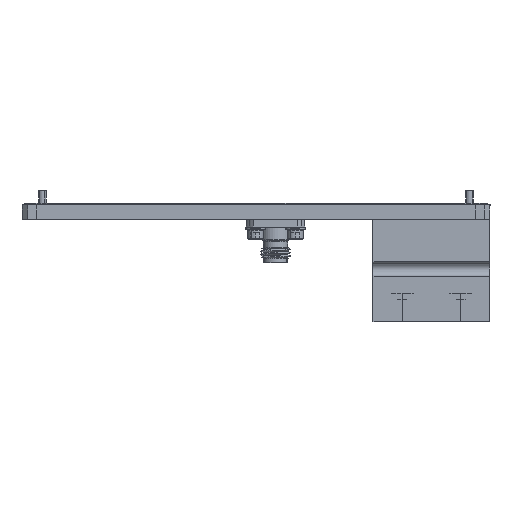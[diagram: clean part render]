
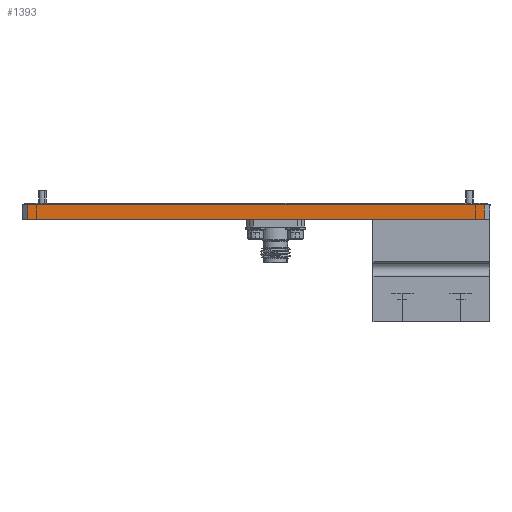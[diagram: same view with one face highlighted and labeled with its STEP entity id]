
A CAD part, left-side view. The second image highlights one B-rep face of the part: STEP entity #1393.
In plain terms, the highlighted planar face has unit normal (-1, 0, 0).
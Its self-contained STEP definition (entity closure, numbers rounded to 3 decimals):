
#346 = EDGE_CURVE ( 'NONE', #11266, #6358, #9672, .T. ) ;
#580 = EDGE_CURVE ( 'NONE', #11383, #3668, #5752, .T. ) ;
#611 = EDGE_LOOP ( 'NONE', ( #12744, #11390, #1836, #9909 ) ) ;
#1393 = ADVANCED_FACE ( 'NONE', ( #6987 ), #12186, .F. ) ;
#1836 = ORIENTED_EDGE ( 'NONE', *, *, #8161, .F. ) ;
#1976 = DIRECTION ( 'NONE',  ( 1., 0., 0. ) ) ;
#2525 = CARTESIAN_POINT ( 'NONE',  ( -70.842, 170.425, 301.607 ) ) ;
#2660 = CARTESIAN_POINT ( 'NONE',  ( -70.842, 269.485, 304.782 ) ) ;
#2848 = CARTESIAN_POINT ( 'NONE',  ( -70.842, 270.755, 301.607 ) ) ;
#2924 = CARTESIAN_POINT ( 'NONE',  ( -70.842, 170.425, 304.782 ) ) ;
#3310 = CARTESIAN_POINT ( 'NONE',  ( -70.842, 170.425, 304.782 ) ) ;
#3668 = VERTEX_POINT ( 'NONE', #11147 ) ;
#3801 = CARTESIAN_POINT ( 'NONE',  ( -70.842, 270.755, 304.782 ) ) ;
#3875 = VECTOR ( 'NONE', #10360, 1000. ) ;
#4141 = CARTESIAN_POINT ( 'NONE',  ( -70.842, 270.755, 304.782 ) ) ;
#4194 = EDGE_CURVE ( 'NONE', #3668, #11266, #12184, .T. ) ;
#4733 = CARTESIAN_POINT ( 'NONE',  ( -70.842, 269.485, 304.782 ) ) ;
#5752 = LINE ( 'NONE', #4733, #11592 ) ;
#6358 = VERTEX_POINT ( 'NONE', #2924 ) ;
#6987 = FACE_OUTER_BOUND ( 'NONE', #611, .T. ) ;
#8161 = EDGE_CURVE ( 'NONE', #11383, #6358, #9415, .T. ) ;
#8305 = VECTOR ( 'NONE', #11032, 1000. ) ;
#8855 = DIRECTION ( 'NONE',  ( 0., 0., -1. ) ) ;
#9415 = LINE ( 'NONE', #4141, #3875 ) ;
#9454 = AXIS2_PLACEMENT_3D ( 'NONE', #3801, #1976, #12046 ) ;
#9536 = DIRECTION ( 'NONE',  ( 0., 0., 1. ) ) ;
#9672 = LINE ( 'NONE', #3310, #13317 ) ;
#9909 = ORIENTED_EDGE ( 'NONE', *, *, #580, .T. ) ;
#10360 = DIRECTION ( 'NONE',  ( 0., -1., 0. ) ) ;
#11032 = DIRECTION ( 'NONE',  ( 0., -1., 0. ) ) ;
#11147 = CARTESIAN_POINT ( 'NONE',  ( -70.842, 269.485, 301.607 ) ) ;
#11266 = VERTEX_POINT ( 'NONE', #2525 ) ;
#11383 = VERTEX_POINT ( 'NONE', #2660 ) ;
#11390 = ORIENTED_EDGE ( 'NONE', *, *, #346, .T. ) ;
#11592 = VECTOR ( 'NONE', #8855, 1000. ) ;
#12046 = DIRECTION ( 'NONE',  ( 0., 1., 0. ) ) ;
#12184 = LINE ( 'NONE', #2848, #8305 ) ;
#12186 = PLANE ( 'NONE',  #9454 ) ;
#12744 = ORIENTED_EDGE ( 'NONE', *, *, #4194, .T. ) ;
#13317 = VECTOR ( 'NONE', #9536, 1000. ) ;
